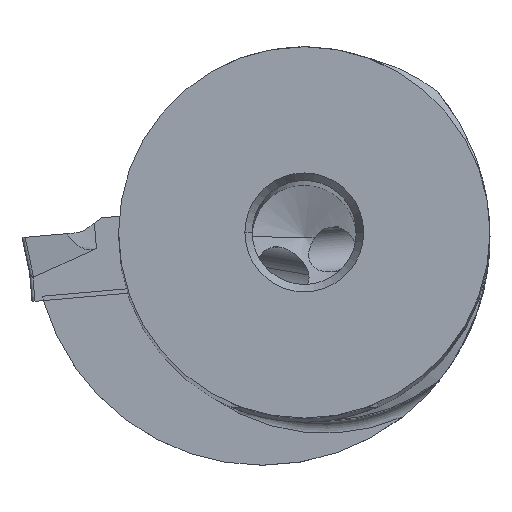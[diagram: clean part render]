
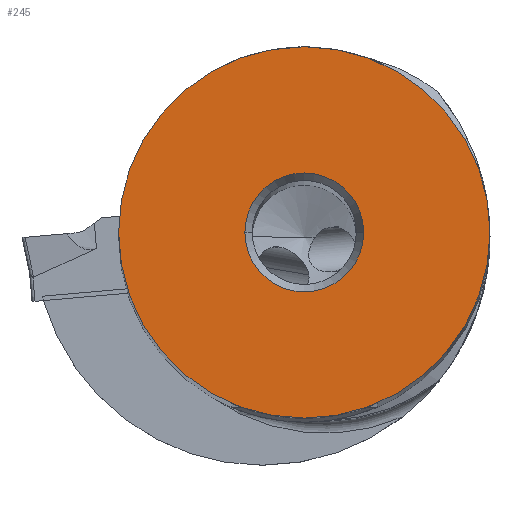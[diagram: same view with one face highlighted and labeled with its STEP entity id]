
A CAD part, top view. The second image highlights one B-rep face of the part: STEP entity #245.
In plain terms, the highlighted planar face has unit normal (0, 0, 1).
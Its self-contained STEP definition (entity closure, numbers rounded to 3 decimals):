
#63=FACE_BOUND('',#519,.T.);
#64=FACE_BOUND('',#520,.T.);
#245=ADVANCED_FACE('',(#63,#64),#302,.T.);
#302=PLANE('',#2744);
#519=EDGE_LOOP('',(#1144,#1145));
#520=EDGE_LOOP('',(#1146,#1147));
#1144=ORIENTED_EDGE('',*,*,#1804,.T.);
#1145=ORIENTED_EDGE('',*,*,#1812,.T.);
#1146=ORIENTED_EDGE('',*,*,#1818,.T.);
#1147=ORIENTED_EDGE('',*,*,#1819,.T.);
#1470=VERTEX_POINT('',#5279);
#1471=VERTEX_POINT('',#5280);
#1482=VERTEX_POINT('',#5307);
#1483=VERTEX_POINT('',#5308);
#1804=EDGE_CURVE('',#1470,#1471,#2084,.T.);
#1812=EDGE_CURVE('',#1471,#1470,#2085,.T.);
#1818=EDGE_CURVE('',#1482,#1483,#2086,.T.);
#1819=EDGE_CURVE('',#1483,#1482,#2087,.T.);
#2084=CIRCLE('',#2732,12.5);
#2085=CIRCLE('',#2737,12.5);
#2086=CIRCLE('',#2742,4.);
#2087=CIRCLE('',#2743,4.);
#2732=AXIS2_PLACEMENT_3D('',#5278,#3264,#3265);
#2737=AXIS2_PLACEMENT_3D('',#5294,#3278,#3279);
#2742=AXIS2_PLACEMENT_3D('',#5306,#3290,#3291);
#2743=AXIS2_PLACEMENT_3D('',#5309,#3292,#3293);
#2744=AXIS2_PLACEMENT_3D('',#5310,#3294,#3295);
#3264=DIRECTION('',(0.,0.,1.));
#3265=DIRECTION('',(-1.,0.,0.));
#3278=DIRECTION('',(0.,0.,1.));
#3279=DIRECTION('',(1.,0.,0.));
#3290=DIRECTION('',(0.,0.,-1.));
#3291=DIRECTION('',(-1.,0.,0.));
#3292=DIRECTION('',(0.,0.,-1.));
#3293=DIRECTION('',(1.,0.,0.));
#3294=DIRECTION('',(0.,0.,1.));
#3295=DIRECTION('',(1.,0.,0.));
#5278=CARTESIAN_POINT('',(0.,0.,0.));
#5279=CARTESIAN_POINT('',(-12.5,0.,0.));
#5280=CARTESIAN_POINT('',(12.5,0.,0.));
#5294=CARTESIAN_POINT('',(0.,0.,0.));
#5306=CARTESIAN_POINT('',(0.,0.,0.));
#5307=CARTESIAN_POINT('',(-4.,0.,0.));
#5308=CARTESIAN_POINT('',(4.,0.,0.));
#5309=CARTESIAN_POINT('',(0.,0.,0.));
#5310=CARTESIAN_POINT('',(0.,0.,0.));
